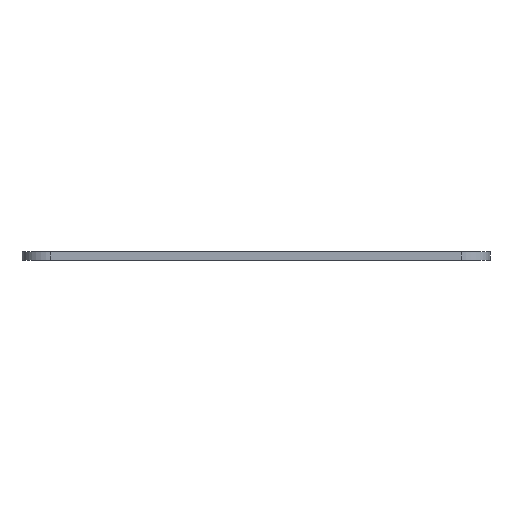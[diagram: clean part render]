
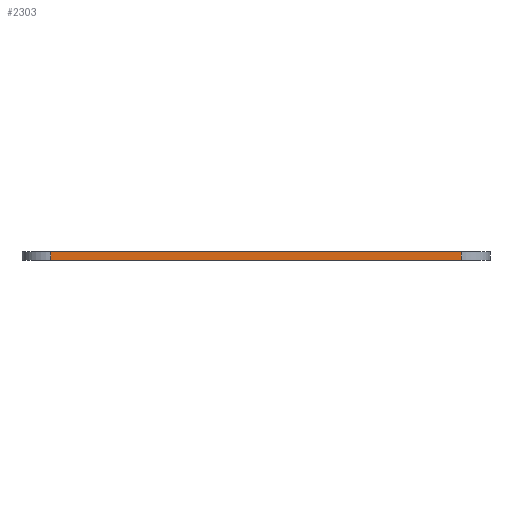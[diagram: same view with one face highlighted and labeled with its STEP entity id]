
A CAD part, front view. The second image highlights one B-rep face of the part: STEP entity #2303.
In plain terms, the highlighted planar face has unit normal (0, -1, 0).
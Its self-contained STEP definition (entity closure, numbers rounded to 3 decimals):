
#52=PLANE('',#2494);
#117=FACE_OUTER_BOUND('',#252,.T.);
#252=EDGE_LOOP('',(#1681,#1682,#1683,#1684));
#392=LINE('',#3391,#628);
#449=LINE('',#3615,#685);
#451=LINE('',#3619,#687);
#452=LINE('',#3620,#688);
#628=VECTOR('',#2686,10.);
#685=VECTOR('',#2859,10.);
#687=VECTOR('',#2863,10.);
#688=VECTOR('',#2864,10.);
#978=VERTEX_POINT('',#3388);
#979=VERTEX_POINT('',#3390);
#1088=VERTEX_POINT('',#3613);
#1089=VERTEX_POINT('',#3618);
#1212=EDGE_CURVE('',#978,#979,#392,.T.);
#1324=EDGE_CURVE('',#1088,#978,#449,.T.);
#1326=EDGE_CURVE('',#1089,#1088,#451,.T.);
#1327=EDGE_CURVE('',#979,#1089,#452,.T.);
#1681=ORIENTED_EDGE('',*,*,#1324,.F.);
#1682=ORIENTED_EDGE('',*,*,#1326,.F.);
#1683=ORIENTED_EDGE('',*,*,#1327,.F.);
#1684=ORIENTED_EDGE('',*,*,#1212,.F.);
#2303=ADVANCED_FACE('',(#117),#52,.T.);
#2494=AXIS2_PLACEMENT_3D('',#3617,#2861,#2862);
#2686=DIRECTION('',(-1.,0.,0.));
#2859=DIRECTION('',(0.,0.,-1.));
#2861=DIRECTION('center_axis',(0.,-1.,0.));
#2862=DIRECTION('ref_axis',(1.,0.,0.));
#2863=DIRECTION('',(1.,0.,0.));
#2864=DIRECTION('',(0.,0.,1.));
#3388=CARTESIAN_POINT('',(65.473,-88.383,0.));
#3390=CARTESIAN_POINT('',(-6.44,-88.383,0.));
#3391=CARTESIAN_POINT('',(70.473,-88.383,0.));
#3613=CARTESIAN_POINT('',(65.473,-88.383,1.5));
#3615=CARTESIAN_POINT('',(65.473,-88.383,0.));
#3617=CARTESIAN_POINT('Origin',(-11.44,-88.383,0.));
#3618=CARTESIAN_POINT('',(-6.44,-88.383,1.5));
#3619=CARTESIAN_POINT('',(70.473,-88.383,1.5));
#3620=CARTESIAN_POINT('',(-6.44,-88.383,0.));
